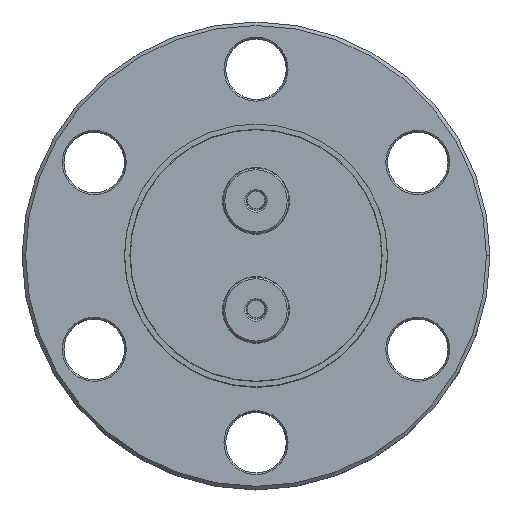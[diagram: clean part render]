
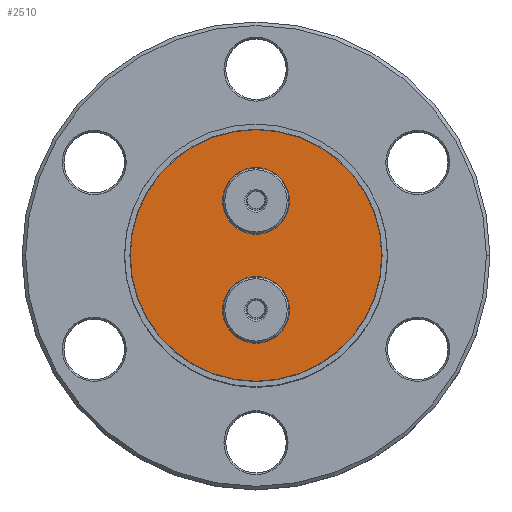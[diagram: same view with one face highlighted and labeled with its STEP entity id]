
A CAD part, top view. The second image highlights one B-rep face of the part: STEP entity #2510.
In plain terms, the highlighted planar face has unit normal (0, 0, 1).
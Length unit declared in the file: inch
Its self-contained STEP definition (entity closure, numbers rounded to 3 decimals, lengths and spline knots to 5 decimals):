
#2405 = ORIENTED_EDGE ( 'NONE', *, *, #2509, .T. ) ;
#2466 = VERTEX_POINT ( 'NONE', #4240 ) ;
#2467 = EDGE_CURVE ( 'NONE', #2468, #2466, #4235, .T. ) ;
#2468 = VERTEX_POINT ( 'NONE', #4292 ) ;
#2482 = VERTEX_POINT ( 'NONE', #4275 ) ;
#2483 = VERTEX_POINT ( 'NONE', #4270 ) ;
#2488 = EDGE_CURVE ( 'NONE', #2483, #2482, #4322, .T. ) ;
#2504 = ORIENTED_EDGE ( 'NONE', *, *, #2516, .T. ) ;
#2505 = ORIENTED_EDGE ( 'NONE', *, *, #2506, .T. ) ;
#2506 = EDGE_CURVE ( 'NONE', #2466, #2468, #4353, .T. ) ;
#2507 = EDGE_LOOP ( 'NONE', ( #2505, #2578 ) ) ;
#2508 = ORIENTED_EDGE ( 'NONE', *, *, #2488, .T. ) ;
#2509 = EDGE_CURVE ( 'NONE', #2482, #2483, #4348, .T. ) ;
#2510 = ADVANCED_FACE ( 'NONE', ( #4343, #4342, #4341 ), #4340, .T. ) ;
#2511 = EDGE_LOOP ( 'NONE', ( #2405, #2508 ) ) ;
#2516 = EDGE_CURVE ( 'NONE', #2521, #2527, #4329, .T. ) ;
#2518 = EDGE_CURVE ( 'NONE', #2527, #2521, #4388, .T. ) ;
#2521 = VERTEX_POINT ( 'NONE', #4382 ) ;
#2527 = VERTEX_POINT ( 'NONE', #4368 ) ;
#2562 = ORIENTED_EDGE ( 'NONE', *, *, #2518, .T. ) ;
#2569 = EDGE_LOOP ( 'NONE', ( #2504, #2562 ) ) ;
#2578 = ORIENTED_EDGE ( 'NONE', *, *, #2467, .T. ) ;
#4232 = DIRECTION ( 'NONE',  ( 0., 0., -1. ) ) ;
#4233 = CARTESIAN_POINT ( 'NONE',  ( 0., 0.155, 0.05 ) ) ;
#4234 = AXIS2_PLACEMENT_3D ( 'NONE', #4233, #4232, #4293 ) ;
#4235 = CIRCLE ( 'NONE', #4234, 0.095 ) ;
#4240 = CARTESIAN_POINT ( 'NONE',  ( -0.095, 0.155, 0.05 ) ) ;
#4270 = CARTESIAN_POINT ( 'NONE',  ( 0.095, -0.155, 0.05 ) ) ;
#4275 = CARTESIAN_POINT ( 'NONE',  ( -0.095, -0.155, 0.05 ) ) ;
#4292 = CARTESIAN_POINT ( 'NONE',  ( 0.095, 0.155, 0.05 ) ) ;
#4293 = DIRECTION ( 'NONE',  ( -1., 0., 0. ) ) ;
#4318 = DIRECTION ( 'NONE',  ( 1., 0., 0. ) ) ;
#4319 = DIRECTION ( 'NONE',  ( 0., 0., -1. ) ) ;
#4320 = CARTESIAN_POINT ( 'NONE',  ( 0., -0.155, 0.05 ) ) ;
#4321 = AXIS2_PLACEMENT_3D ( 'NONE', #4320, #4319, #4318 ) ;
#4322 = CIRCLE ( 'NONE', #4321, 0.095 ) ;
#4325 = DIRECTION ( 'NONE',  ( 1., 0., 0. ) ) ;
#4326 = DIRECTION ( 'NONE',  ( 0., 0., 1. ) ) ;
#4327 = CARTESIAN_POINT ( 'NONE',  ( 0., 0., 0.05 ) ) ;
#4328 = AXIS2_PLACEMENT_3D ( 'NONE', #4327, #4326, #4325 ) ;
#4329 = CIRCLE ( 'NONE', #4328, 0.3575 ) ;
#4330 = CARTESIAN_POINT ( 'NONE',  ( 0., 0., 0.05 ) ) ;
#4336 = DIRECTION ( 'NONE',  ( 1., 0., 0. ) ) ;
#4337 = DIRECTION ( 'NONE',  ( 0., 0., 1. ) ) ;
#4338 = AXIS2_PLACEMENT_3D ( 'NONE', #4339, #4337, #4336 ) ;
#4339 = CARTESIAN_POINT ( 'NONE',  ( 0., 0., 0.05 ) ) ;
#4340 = PLANE ( 'NONE',  #4338 ) ;
#4341 = FACE_OUTER_BOUND ( 'NONE', #2569, .T. ) ;
#4342 = FACE_BOUND ( 'NONE', #2507, .T. ) ;
#4343 = FACE_BOUND ( 'NONE', #2511, .T. ) ;
#4344 = DIRECTION ( 'NONE',  ( 1., 0., 0. ) ) ;
#4345 = DIRECTION ( 'NONE',  ( 0., 0., -1. ) ) ;
#4346 = CARTESIAN_POINT ( 'NONE',  ( 0., -0.155, 0.05 ) ) ;
#4347 = AXIS2_PLACEMENT_3D ( 'NONE', #4346, #4345, #4344 ) ;
#4348 = CIRCLE ( 'NONE', #4347, 0.095 ) ;
#4349 = DIRECTION ( 'NONE',  ( -1., 0., 0. ) ) ;
#4350 = DIRECTION ( 'NONE',  ( 0., 0., -1. ) ) ;
#4351 = CARTESIAN_POINT ( 'NONE',  ( 0., 0.155, 0.05 ) ) ;
#4352 = AXIS2_PLACEMENT_3D ( 'NONE', #4351, #4350, #4349 ) ;
#4353 = CIRCLE ( 'NONE', #4352, 0.095 ) ;
#4368 = CARTESIAN_POINT ( 'NONE',  ( 0.3575, 0., 0.05 ) ) ;
#4382 = CARTESIAN_POINT ( 'NONE',  ( -0.3575, 0., 0.05 ) ) ;
#4385 = DIRECTION ( 'NONE',  ( 1., 0., 0. ) ) ;
#4386 = DIRECTION ( 'NONE',  ( 0., 0., 1. ) ) ;
#4387 = AXIS2_PLACEMENT_3D ( 'NONE', #4330, #4386, #4385 ) ;
#4388 = CIRCLE ( 'NONE', #4387, 0.3575 ) ;
